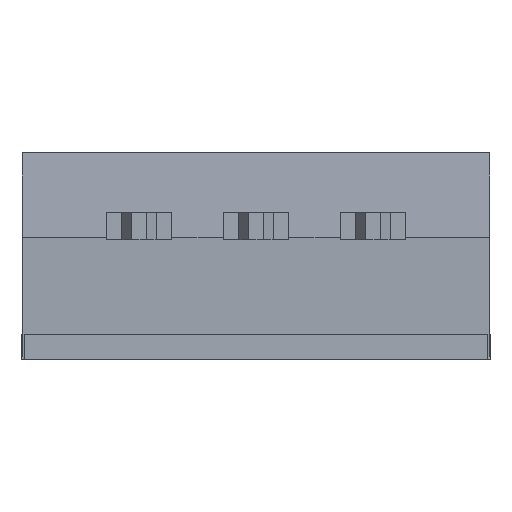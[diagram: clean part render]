
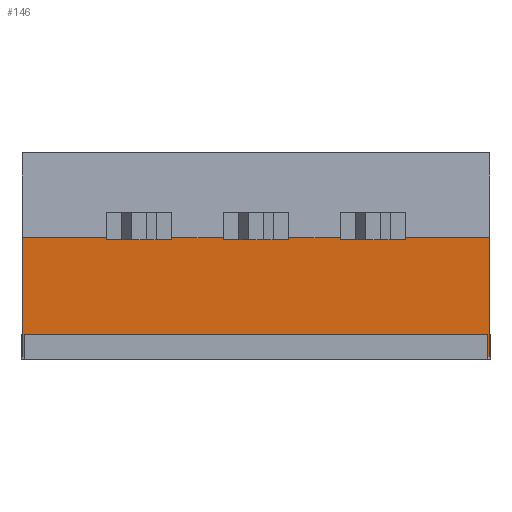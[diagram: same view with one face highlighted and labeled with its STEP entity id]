
A CAD part, front view. The second image highlights one B-rep face of the part: STEP entity #146.
In plain terms, the highlighted planar face has unit normal (0, -0.999, -0.038).
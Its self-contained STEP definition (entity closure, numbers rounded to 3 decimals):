
#146=ADVANCED_FACE('',(#344),#345,.T.);
#344=FACE_OUTER_BOUND('',#594,.T.);
#345=PLANE('',#595);
#594=EDGE_LOOP('',(#965,#966,#967,#968,#969,#970,#971,#972,#973,#974,#975,#976,#977,#978,#979,#980,#981,#982,#983,#984));
#595=AXIS2_PLACEMENT_3D('',#985,#986,#987);
#965=ORIENTED_EDGE('',*,*,#1610,.T.);
#966=ORIENTED_EDGE('',*,*,#1644,.T.);
#967=ORIENTED_EDGE('',*,*,#1603,.T.);
#968=ORIENTED_EDGE('',*,*,#1646,.T.);
#969=ORIENTED_EDGE('',*,*,#1647,.T.);
#970=ORIENTED_EDGE('',*,*,#1648,.T.);
#971=ORIENTED_EDGE('',*,*,#1649,.T.);
#972=ORIENTED_EDGE('',*,*,#1650,.T.);
#973=ORIENTED_EDGE('',*,*,#1651,.T.);
#974=ORIENTED_EDGE('',*,*,#1652,.T.);
#975=ORIENTED_EDGE('',*,*,#1653,.T.);
#976=ORIENTED_EDGE('',*,*,#1654,.T.);
#977=ORIENTED_EDGE('',*,*,#1655,.T.);
#978=ORIENTED_EDGE('',*,*,#1656,.F.);
#979=ORIENTED_EDGE('',*,*,#1657,.F.);
#980=ORIENTED_EDGE('',*,*,#1658,.F.);
#981=ORIENTED_EDGE('',*,*,#1659,.F.);
#982=ORIENTED_EDGE('',*,*,#1660,.F.);
#983=ORIENTED_EDGE('',*,*,#1661,.T.);
#984=ORIENTED_EDGE('',*,*,#1662,.T.);
#985=CARTESIAN_POINT('',(5.09,-0.015,1.35));
#986=DIRECTION('',(0.,-0.999,-0.038));
#987=DIRECTION('',(0.,-0.038,0.999));
#1603=EDGE_CURVE('',#1953,#1951,#1954,.T.);
#1610=EDGE_CURVE('',#1959,#1963,#1965,.T.);
#1644=EDGE_CURVE('',#1963,#1953,#2009,.T.);
#1646=EDGE_CURVE('',#1951,#2011,#2012,.T.);
#1647=EDGE_CURVE('',#2011,#2013,#2014,.T.);
#1648=EDGE_CURVE('',#2013,#2015,#2016,.T.);
#1649=EDGE_CURVE('',#2015,#2017,#2018,.T.);
#1650=EDGE_CURVE('',#2017,#2019,#2020,.T.);
#1651=EDGE_CURVE('',#2019,#2021,#2022,.T.);
#1652=EDGE_CURVE('',#2021,#2023,#2024,.T.);
#1653=EDGE_CURVE('',#2023,#2025,#2026,.T.);
#1654=EDGE_CURVE('',#2025,#2027,#2028,.T.);
#1655=EDGE_CURVE('',#2027,#2029,#2030,.T.);
#1656=EDGE_CURVE('',#2031,#2029,#2032,.T.);
#1657=EDGE_CURVE('',#2033,#2031,#2034,.T.);
#1658=EDGE_CURVE('',#2035,#2033,#2036,.T.);
#1659=EDGE_CURVE('',#2037,#2035,#2038,.T.);
#1660=EDGE_CURVE('',#2039,#2037,#2040,.T.);
#1661=EDGE_CURVE('',#2039,#2041,#2042,.T.);
#1662=EDGE_CURVE('',#2041,#1959,#2043,.T.);
#1951=VERTEX_POINT('',#2440);
#1953=VERTEX_POINT('',#2443);
#1954=LINE('',#2444,#2445);
#1959=VERTEX_POINT('',#2452);
#1963=VERTEX_POINT('',#2458);
#1965=LINE('',#2461,#2462);
#2009=LINE('',#2525,#2526);
#2011=VERTEX_POINT('',#2528);
#2012=LINE('',#2529,#2530);
#2013=VERTEX_POINT('',#2531);
#2014=LINE('',#2532,#2533);
#2015=VERTEX_POINT('',#2534);
#2016=LINE('',#2535,#2536);
#2017=VERTEX_POINT('',#2537);
#2018=LINE('',#2538,#2539);
#2019=VERTEX_POINT('',#2540);
#2020=LINE('',#2541,#2542);
#2021=VERTEX_POINT('',#2543);
#2022=LINE('',#2544,#2545);
#2023=VERTEX_POINT('',#2546);
#2024=LINE('',#2547,#2548);
#2025=VERTEX_POINT('',#2549);
#2026=LINE('',#2550,#2551);
#2027=VERTEX_POINT('',#2552);
#2028=LINE('',#2553,#2554);
#2029=VERTEX_POINT('',#2555);
#2030=LINE('',#2556,#2557);
#2031=VERTEX_POINT('',#2558);
#2032=LINE('',#2559,#2560);
#2033=VERTEX_POINT('',#2561);
#2034=LINE('',#2562,#2563);
#2035=VERTEX_POINT('',#2564);
#2036=LINE('',#2565,#2566);
#2037=VERTEX_POINT('',#2567);
#2038=LINE('',#2568,#2569);
#2039=VERTEX_POINT('',#2570);
#2040=LINE('',#2571,#2572);
#2041=VERTEX_POINT('',#2573);
#2042=LINE('',#2574,#2575);
#2043=LINE('',#2576,#2577);
#2440=CARTESIAN_POINT('',(1.94,-0.065,2.65));
#2443=CARTESIAN_POINT('',(1.94,-0.063,2.6));
#2444=CARTESIAN_POINT('',(1.94,-0.039,1.982));
#2445=VECTOR('',#3057,1.0);
#2452=CARTESIAN_POINT('',(3.16,-0.065,2.65));
#2458=CARTESIAN_POINT('',(3.16,-0.063,2.6));
#2461=CARTESIAN_POINT('',(3.16,-0.039,1.982));
#2462=VECTOR('',#3063,1.0);
#2525=CARTESIAN_POINT('',(3.82,-0.063,2.6));
#2526=VECTOR('',#3089,1.0);
#2528=CARTESIAN_POINT('',(0.61,-0.065,2.65));
#2529=CARTESIAN_POINT('',(5.09,-0.065,2.65));
#2530=VECTOR('',#3090,1.0);
#2531=CARTESIAN_POINT('',(0.61,-0.063,2.6));
#2532=CARTESIAN_POINT('',(0.61,-0.039,1.982));
#2533=VECTOR('',#3091,1.0);
#2534=CARTESIAN_POINT('',(-0.61,-0.063,2.6));
#2535=CARTESIAN_POINT('',(2.545,-0.063,2.6));
#2536=VECTOR('',#3092,1.0);
#2537=CARTESIAN_POINT('',(-0.61,-0.065,2.65));
#2538=CARTESIAN_POINT('',(-0.61,-0.039,1.982));
#2539=VECTOR('',#3093,1.0);
#2540=CARTESIAN_POINT('',(-1.94,-0.065,2.65));
#2541=CARTESIAN_POINT('',(5.09,-0.065,2.65));
#2542=VECTOR('',#3094,1.0);
#2543=CARTESIAN_POINT('',(-1.94,-0.063,2.6));
#2544=CARTESIAN_POINT('',(-1.94,-0.039,1.982));
#2545=VECTOR('',#3095,1.0);
#2546=CARTESIAN_POINT('',(-3.16,-0.063,2.6));
#2547=CARTESIAN_POINT('',(1.27,-0.063,2.6));
#2548=VECTOR('',#3096,1.0);
#2549=CARTESIAN_POINT('',(-3.16,-0.065,2.65));
#2550=CARTESIAN_POINT('',(-3.16,-0.039,1.982));
#2551=VECTOR('',#3097,1.0);
#2552=CARTESIAN_POINT('',(-5.09,-0.065,2.65));
#2553=CARTESIAN_POINT('',(5.09,-0.065,2.65));
#2554=VECTOR('',#3098,1.0);
#2555=CARTESIAN_POINT('',(-5.09,0.035,0.05));
#2556=CARTESIAN_POINT('',(-5.09,0.035,0.05));
#2557=VECTOR('',#3099,1.0);
#2558=CARTESIAN_POINT('',(-5.05,0.035,0.05));
#2559=CARTESIAN_POINT('',(5.09,0.035,0.05));
#2560=VECTOR('',#3100,1.0);
#2561=CARTESIAN_POINT('',(-5.05,0.016,0.55));
#2562=CARTESIAN_POINT('',(-5.05,0.014,0.59));
#2563=VECTOR('',#3101,1.0);
#2564=CARTESIAN_POINT('',(5.05,0.016,0.55));
#2565=CARTESIAN_POINT('',(2.545,0.016,0.55));
#2566=VECTOR('',#3102,1.0);
#2567=CARTESIAN_POINT('',(5.05,0.035,0.05));
#2568=CARTESIAN_POINT('',(5.05,0.014,0.59));
#2569=VECTOR('',#3103,1.0);
#2570=CARTESIAN_POINT('',(5.09,0.035,0.05));
#2571=CARTESIAN_POINT('',(5.09,0.035,0.05));
#2572=VECTOR('',#3104,1.0);
#2573=CARTESIAN_POINT('',(5.09,-0.065,2.65));
#2574=CARTESIAN_POINT('',(5.09,0.035,0.05));
#2575=VECTOR('',#3105,1.0);
#2576=CARTESIAN_POINT('',(5.09,-0.065,2.65));
#2577=VECTOR('',#3106,1.0);
#3057=DIRECTION('',(0.0,-0.038,0.999));
#3063=DIRECTION('',(0.0,0.038,-0.999));
#3089=DIRECTION('',(-1.0,0.,0.0));
#3090=DIRECTION('',(-1.0,0.,0.));
#3091=DIRECTION('',(0.0,0.038,-0.999));
#3092=DIRECTION('',(-1.0,0.,0.0));
#3093=DIRECTION('',(0.0,-0.038,0.999));
#3094=DIRECTION('',(-1.0,0.,0.));
#3095=DIRECTION('',(0.0,0.038,-0.999));
#3096=DIRECTION('',(-1.0,0.,0.0));
#3097=DIRECTION('',(0.0,-0.038,0.999));
#3098=DIRECTION('',(-1.0,0.,0.));
#3099=DIRECTION('',(0.,0.038,-0.999));
#3100=DIRECTION('',(-1.0,0.,0.));
#3101=DIRECTION('',(0.,0.038,-0.999));
#3102=DIRECTION('',(-1.0,0.,0.0));
#3103=DIRECTION('',(0.,-0.038,0.999));
#3104=DIRECTION('',(-1.0,0.,0.));
#3105=DIRECTION('',(0.,-0.038,0.999));
#3106=DIRECTION('',(-1.0,0.,0.));
